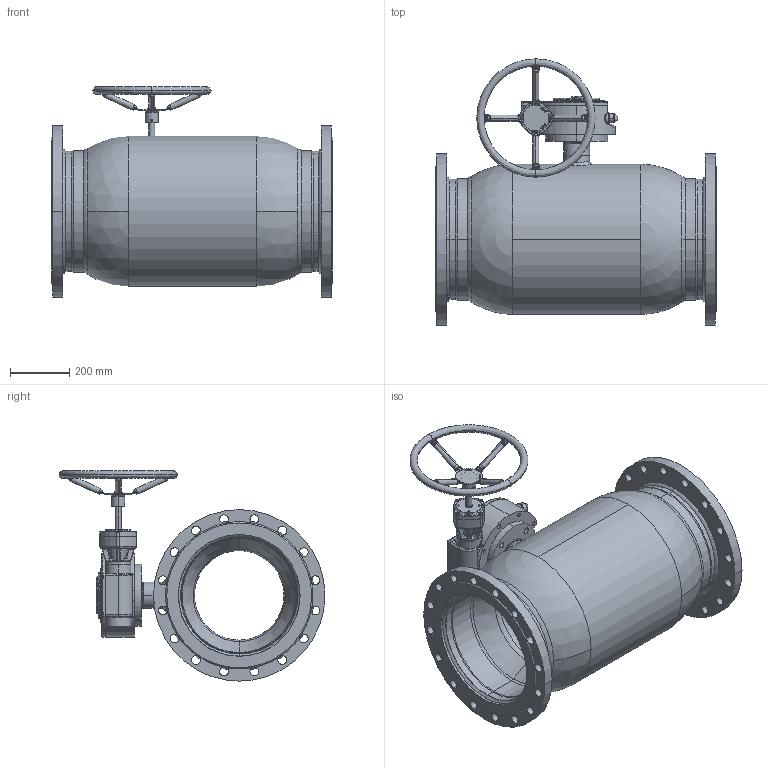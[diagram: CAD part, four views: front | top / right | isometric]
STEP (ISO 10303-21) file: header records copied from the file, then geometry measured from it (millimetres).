
FILE_DESCRIPTION (( 'STEP AP214' ), '1' );
FILE_NAME ('40316400 370.STEP', '2014-01-09T10:30:18', ( 'Broen A/S' ), ( 'Broen A/S' ), 'SwSTEP 2.0', 'SolidWorks 2011', '' );
FILE_SCHEMA (( 'AUTOMOTIVE_DESIGN' ));
Length unit declared in the file: millimetre
Products named in the file (1): 40316400 370
Bounding box: 950 x 899.5 x 711 mm (x, y, z)
Surface area: 3541604.2 mm2 (no closed solid volume)
Topology: 0 solids, 65 shells, 952 faces, 3877 edges, 2832 vertices
Faces by surface type: cylinder 342, bspline 298, plane 231, cone 57, torus 20, sphere 4
Entity records: 91612 total; most frequent: CARTESIAN_POINT 52209, ORIENTED_EDGE 5928, DIRECTION 5212, EDGE_CURVE 3842, VERTEX_POINT 2832, AXIS2_PLACEMENT_3D 1879, LINE 1454, VECTOR 1454
